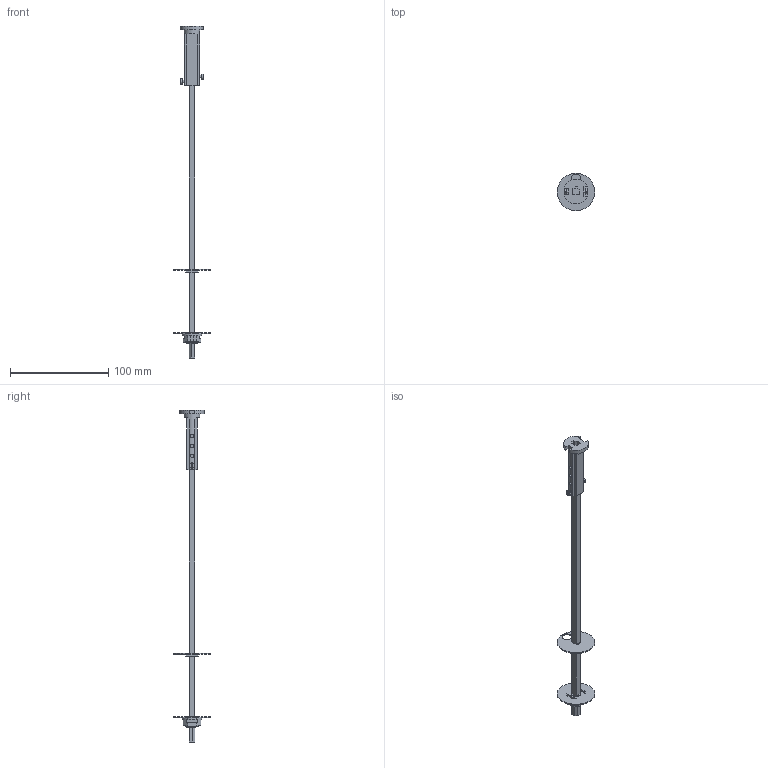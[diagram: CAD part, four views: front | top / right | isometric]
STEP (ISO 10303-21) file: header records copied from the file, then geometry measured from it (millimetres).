
FILE_DESCRIPTION((''),'2;1');
FILE_NAME('VZ30_3D-SIMPLIFIED_ASM','2022-01-14T10:16:18',('SESA635910'),('Schneider-Electric'),'CREO PARAMETRIC BY PTC INC, 2019471','CREO PARAMETRIC BY PTC INC, 2019471','');
FILE_SCHEMA(('CONFIG_CONTROL_DESIGN'));
Length unit declared in the file: millimetre
Products named in the file (2): VZ30-3D; VZ30_3D-SIMPLIFIED_ASM
Assembly tree (1 placements, depth 2):
  VZ30_3D-SIMPLIFIED_ASM
    VZ30-3D
Bounding box: 38 x 38 x 337.5 mm (x, y, z)
Volume: 23447 mm3; surface area: 17249.9 mm2
Topology: 1 solids, 1 shells, 232 faces, 619 edges, 392 vertices
Faces by surface type: plane 162, cylinder 38, extrusion 32
Entity records: 7804 total; most frequent: CARTESIAN_POINT 1974, ORIENTED_EDGE 1238, DIRECTION 1091, EDGE_CURVE 619, VECTOR 489, LINE 457, VERTEX_POINT 392, AXIS2_PLACEMENT_3D 301
